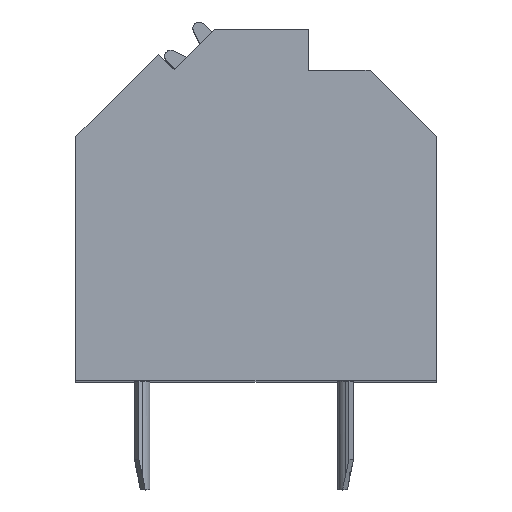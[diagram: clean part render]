
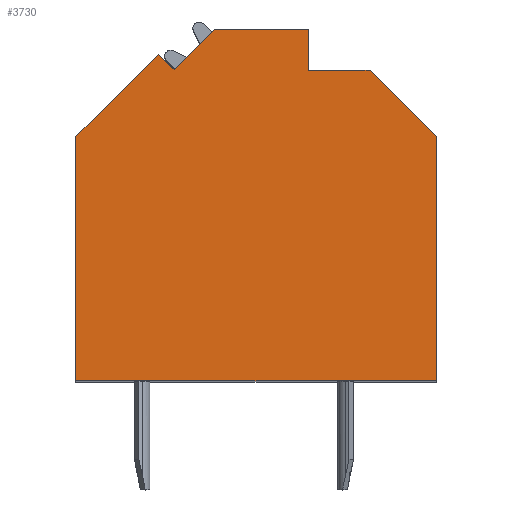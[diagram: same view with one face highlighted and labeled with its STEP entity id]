
A CAD part, top view. The second image highlights one B-rep face of the part: STEP entity #3730.
In plain terms, the highlighted planar face has unit normal (0, 0, 1).
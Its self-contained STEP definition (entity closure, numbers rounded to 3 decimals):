
#459=DIRECTION('',(-0.707,-0.707,0.));
#460=VECTOR('',#459,1.897);
#461=CARTESIAN_POINT('',(-1.39,5.718,18.645));
#462=LINE('',#461,#460);
#463=DIRECTION('',(-1.,0.,0.));
#464=VECTOR('',#463,3.14);
#465=CARTESIAN_POINT('',(1.75,5.718,18.645));
#466=LINE('',#465,#464);
#467=DIRECTION('',(0.,1.,0.));
#468=VECTOR('',#467,1.368);
#469=CARTESIAN_POINT('',(1.75,4.35,18.645));
#470=LINE('',#469,#468);
#471=DIRECTION('',(-1.,0.,0.));
#472=VECTOR('',#471,2.05);
#473=CARTESIAN_POINT('',(3.8,4.35,18.645));
#474=LINE('',#473,#472);
#475=DIRECTION('',(-0.707,0.707,0.));
#476=VECTOR('',#475,3.111);
#477=CARTESIAN_POINT('',(6.,2.15,18.645));
#478=LINE('',#477,#476);
#479=DIRECTION('',(0.,1.,0.));
#480=VECTOR('',#479,8.15);
#481=CARTESIAN_POINT('',(6.,-6.,18.645));
#482=LINE('',#481,#480);
#483=DIRECTION('',(1.,0.,0.));
#484=VECTOR('',#483,12.);
#485=CARTESIAN_POINT('',(-6.,-6.,18.645));
#486=LINE('',#485,#484);
#487=DIRECTION('',(0.,-1.,0.));
#488=VECTOR('',#487,8.14);
#489=CARTESIAN_POINT('',(-6.,2.14,18.645));
#490=LINE('',#489,#488);
#491=DIRECTION('',(-0.707,-0.707,0.));
#492=VECTOR('',#491,3.892);
#493=CARTESIAN_POINT('',(-3.248,4.892,18.645));
#494=LINE('',#493,#492);
#495=DIRECTION('',(-0.707,0.707,0.));
#496=VECTOR('',#495,0.73);
#497=CARTESIAN_POINT('',(-2.732,4.376,18.645));
#498=LINE('',#497,#496);
#2445=CARTESIAN_POINT('',(-1.39,5.718,18.645));
#2446=CARTESIAN_POINT('',(-2.732,4.376,18.645));
#2447=VERTEX_POINT('',#2445);
#2448=VERTEX_POINT('',#2446);
#2449=CARTESIAN_POINT('',(-3.248,4.892,18.645));
#2450=VERTEX_POINT('',#2449);
#2451=CARTESIAN_POINT('',(-6.,2.14,18.645));
#2452=VERTEX_POINT('',#2451);
#2453=CARTESIAN_POINT('',(-6.,-6.,18.645));
#2454=VERTEX_POINT('',#2453);
#2455=CARTESIAN_POINT('',(6.,-6.,18.645));
#2456=VERTEX_POINT('',#2455);
#2457=CARTESIAN_POINT('',(6.,2.15,18.645));
#2458=VERTEX_POINT('',#2457);
#2459=CARTESIAN_POINT('',(3.8,4.35,18.645));
#2460=VERTEX_POINT('',#2459);
#2461=CARTESIAN_POINT('',(1.75,4.35,18.645));
#2462=VERTEX_POINT('',#2461);
#2463=CARTESIAN_POINT('',(1.75,5.718,18.645));
#2464=VERTEX_POINT('',#2463);
#3706=CARTESIAN_POINT('',(0.,0.,18.645));
#3707=DIRECTION('',(0.,0.,1.));
#3708=DIRECTION('',(1.,0.,0.));
#3709=AXIS2_PLACEMENT_3D('',#3706,#3707,#3708);
#3710=PLANE('',#3709);
#3712=ORIENTED_EDGE('',*,*,#3711,.F.);
#3714=ORIENTED_EDGE('',*,*,#3713,.F.);
#3716=ORIENTED_EDGE('',*,*,#3715,.F.);
#3718=ORIENTED_EDGE('',*,*,#3717,.F.);
#3720=ORIENTED_EDGE('',*,*,#3719,.F.);
#3722=ORIENTED_EDGE('',*,*,#3721,.F.);
#3724=ORIENTED_EDGE('',*,*,#3723,.F.);
#3725=ORIENTED_EDGE('',*,*,#3435,.F.);
#3726=ORIENTED_EDGE('',*,*,#3659,.F.);
#3727=ORIENTED_EDGE('',*,*,#3389,.F.);
#3728=EDGE_LOOP('',(#3712,#3714,#3716,#3718,#3720,#3722,#3724,#3725,#3726,
#3727));
#3729=FACE_OUTER_BOUND('',#3728,.F.);
#3389=EDGE_CURVE('',#2448,#2450,#498,.T.);
#3435=EDGE_CURVE('',#2452,#2454,#490,.T.);
#3659=EDGE_CURVE('',#2450,#2452,#494,.T.);
#3711=EDGE_CURVE('',#2447,#2448,#462,.T.);
#3713=EDGE_CURVE('',#2464,#2447,#466,.T.);
#3715=EDGE_CURVE('',#2462,#2464,#470,.T.);
#3717=EDGE_CURVE('',#2460,#2462,#474,.T.);
#3719=EDGE_CURVE('',#2458,#2460,#478,.T.);
#3721=EDGE_CURVE('',#2456,#2458,#482,.T.);
#3723=EDGE_CURVE('',#2454,#2456,#486,.T.);
#3730=ADVANCED_FACE('',(#3729),#3710,.T.);
